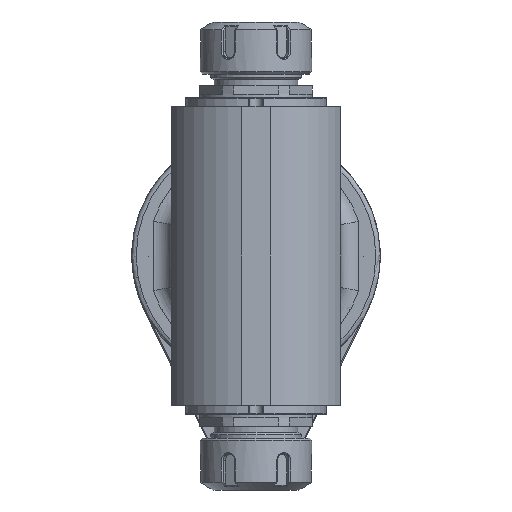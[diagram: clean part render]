
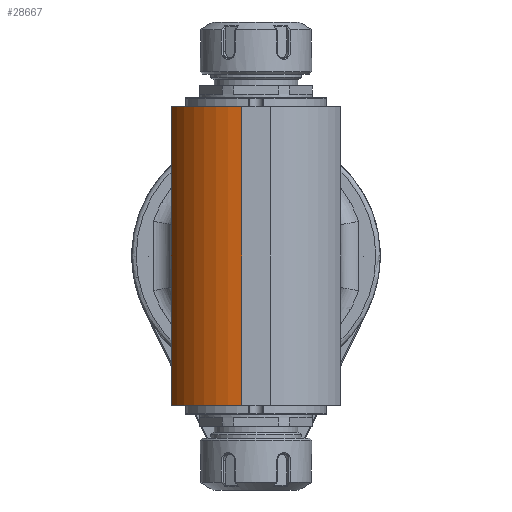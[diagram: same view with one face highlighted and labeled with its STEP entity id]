
A CAD part, front view. The second image highlights one B-rep face of the part: STEP entity #28667.
In plain terms, the highlighted cylindrical face has radius 40 mm (diameter 80 mm), a partial arc.
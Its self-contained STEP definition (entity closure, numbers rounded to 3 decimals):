
#2687=CIRCLE('',#30714,40.);
#2691=CIRCLE('',#30721,40.);
#3431=CYLINDRICAL_SURFACE('',#30831,40.);
#4089=FACE_OUTER_BOUND('',#5707,.T.);
#5707=EDGE_LOOP('',(#21799,#21800,#21801,#21802));
#7851=LINE('',#44803,#10393);
#7852=LINE('',#44805,#10394);
#10393=VECTOR('',#35387,132.);
#10394=VECTOR('',#35390,132.);
#12960=VERTEX_POINT('',#44256);
#12961=VERTEX_POINT('',#44258);
#12976=VERTEX_POINT('',#44294);
#12977=VERTEX_POINT('',#44296);
#16121=EDGE_CURVE('',#12961,#12960,#2687,.T.);
#16140=EDGE_CURVE('',#12977,#12976,#2691,.T.);
#16261=EDGE_CURVE('',#12960,#12977,#7851,.T.);
#16262=EDGE_CURVE('',#12961,#12976,#7852,.T.);
#21799=ORIENTED_EDGE('',*,*,#16262,.F.);
#21800=ORIENTED_EDGE('',*,*,#16121,.T.);
#21801=ORIENTED_EDGE('',*,*,#16261,.T.);
#21802=ORIENTED_EDGE('',*,*,#16140,.T.);
#28667=ADVANCED_FACE('',(#4089),#3431,.T.);
#30714=AXIS2_PLACEMENT_3D('',#44259,#35086,#35087);
#30721=AXIS2_PLACEMENT_3D('',#44297,#35115,#35116);
#30831=AXIS2_PLACEMENT_3D('',#44804,#35388,#35389);
#35086=DIRECTION('center_axis',(0.,0.,-1.));
#35087=DIRECTION('ref_axis',(-0.158,-0.987,0.));
#35115=DIRECTION('center_axis',(0.,0.,1.));
#35116=DIRECTION('ref_axis',(-0.937,-0.348,0.));
#35387=DIRECTION('',(0.,0.,-1.));
#35388=DIRECTION('center_axis',(0.,0.,-1.));
#35389=DIRECTION('ref_axis',(-1.,0.,0.));
#35390=DIRECTION('',(0.,0.,-1.));
#44256=CARTESIAN_POINT('',(-37.5,-11.919,66.));
#44258=CARTESIAN_POINT('',(-6.305,-37.5,66.));
#44259=CARTESIAN_POINT('Origin',(0.,2.,66.));
#44294=CARTESIAN_POINT('',(-6.305,-37.5,-66.));
#44296=CARTESIAN_POINT('',(-37.5,-11.919,-66.));
#44297=CARTESIAN_POINT('Origin',(0.,2.,-66.));
#44803=CARTESIAN_POINT('',(-37.5,-11.919,66.));
#44804=CARTESIAN_POINT('Origin',(0.,2.,66.));
#44805=CARTESIAN_POINT('',(-6.305,-37.5,66.));
